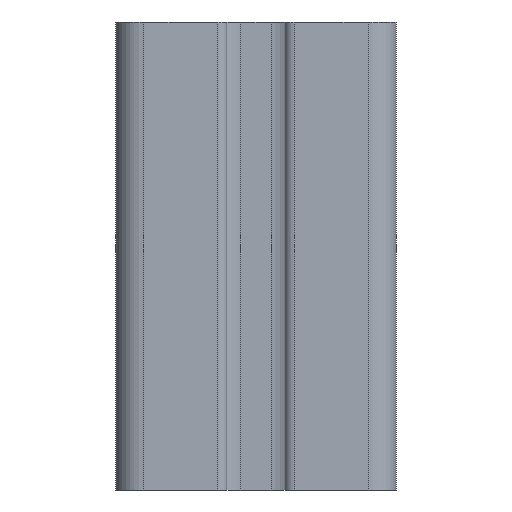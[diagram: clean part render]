
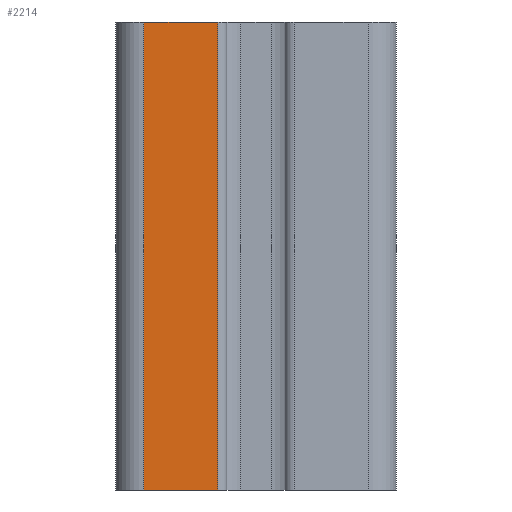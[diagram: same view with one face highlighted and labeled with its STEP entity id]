
A CAD part, left-side view. The second image highlights one B-rep face of the part: STEP entity #2214.
In plain terms, the highlighted planar face has unit normal (-1, 0, 0).
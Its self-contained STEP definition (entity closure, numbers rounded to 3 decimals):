
#96 = DIRECTION ( 'NONE',  ( 0., 0., -1. ) ) ;
#149 = VERTEX_POINT ( 'NONE', #171 ) ;
#171 = CARTESIAN_POINT ( 'NONE',  ( -15., 12., -25. ) ) ;
#176 = CARTESIAN_POINT ( 'NONE',  ( -15., 4.1, 25. ) ) ;
#296 = CARTESIAN_POINT ( 'NONE',  ( -15., 12., 25. ) ) ;
#383 = VERTEX_POINT ( 'NONE', #2158 ) ;
#400 = EDGE_CURVE ( 'NONE', #149, #2030, #1578, .T. ) ;
#522 = CARTESIAN_POINT ( 'NONE',  ( -15., 4.1, 25. ) ) ;
#599 = AXIS2_PLACEMENT_3D ( 'NONE', #2243, #2256, #2641 ) ;
#713 = CARTESIAN_POINT ( 'NONE',  ( -15., 4.1, -25. ) ) ;
#954 = ORIENTED_EDGE ( 'NONE', *, *, #400, .T. ) ;
#1000 = EDGE_CURVE ( 'NONE', #1021, #2030, #2363, .T. ) ;
#1002 = EDGE_CURVE ( 'NONE', #383, #149, #1327, .T. ) ;
#1021 = VERTEX_POINT ( 'NONE', #1104 ) ;
#1040 = ORIENTED_EDGE ( 'NONE', *, *, #2458, .F. ) ;
#1104 = CARTESIAN_POINT ( 'NONE',  ( -15., 4.1, 25. ) ) ;
#1327 = LINE ( 'NONE', #296, #1842 ) ;
#1353 = DIRECTION ( 'NONE',  ( 0., 0., -1. ) ) ;
#1433 = PLANE ( 'NONE',  #599 ) ;
#1567 = DIRECTION ( 'NONE',  ( 0., -1., 0. ) ) ;
#1578 = LINE ( 'NONE', #713, #2014 ) ;
#1619 = DIRECTION ( 'NONE',  ( 0., -1., 0. ) ) ;
#1690 = VECTOR ( 'NONE', #1619, 1000. ) ;
#1793 = VECTOR ( 'NONE', #96, 1000. ) ;
#1842 = VECTOR ( 'NONE', #1353, 1000. ) ;
#2005 = CARTESIAN_POINT ( 'NONE',  ( -15., 4.1, -25. ) ) ;
#2014 = VECTOR ( 'NONE', #1567, 1000. ) ;
#2030 = VERTEX_POINT ( 'NONE', #2005 ) ;
#2087 = FACE_OUTER_BOUND ( 'NONE', #2609, .T. ) ;
#2158 = CARTESIAN_POINT ( 'NONE',  ( -15., 12., 25. ) ) ;
#2214 = ADVANCED_FACE ( 'NONE', ( #2087 ), #1433, .F. ) ;
#2243 = CARTESIAN_POINT ( 'NONE',  ( -15., 4.1, 25. ) ) ;
#2256 = DIRECTION ( 'NONE',  ( 1., 0., 0. ) ) ;
#2363 = LINE ( 'NONE', #522, #1793 ) ;
#2437 = LINE ( 'NONE', #176, #1690 ) ;
#2458 = EDGE_CURVE ( 'NONE', #383, #1021, #2437, .T. ) ;
#2547 = ORIENTED_EDGE ( 'NONE', *, *, #1002, .T. ) ;
#2566 = ORIENTED_EDGE ( 'NONE', *, *, #1000, .F. ) ;
#2609 = EDGE_LOOP ( 'NONE', ( #954, #2566, #1040, #2547 ) ) ;
#2641 = DIRECTION ( 'NONE',  ( 0., 0., -1. ) ) ;
